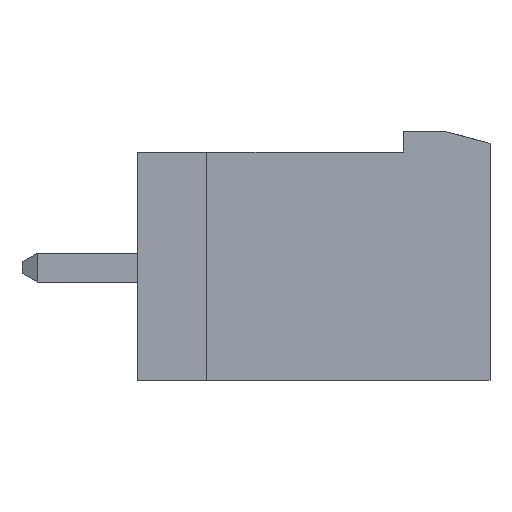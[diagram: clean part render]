
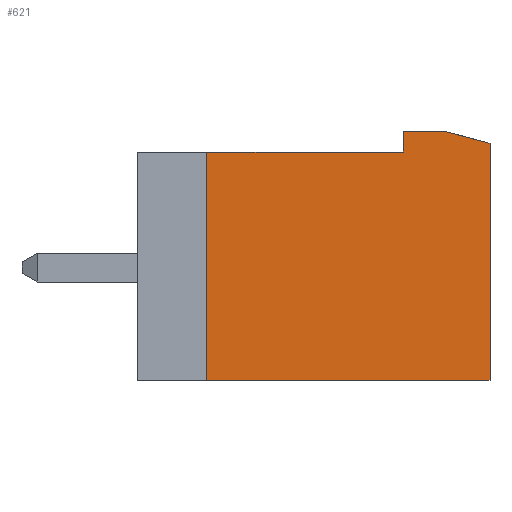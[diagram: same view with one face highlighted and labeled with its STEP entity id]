
A CAD part, front view. The second image highlights one B-rep face of the part: STEP entity #621.
In plain terms, the highlighted planar face has unit normal (0, -1, 0).
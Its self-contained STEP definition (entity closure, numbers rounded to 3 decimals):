
#621 = ADVANCED_FACE( '', ( #1782 ), #1783, .F. );
#1782 = FACE_OUTER_BOUND( '', #3546, .T. );
#1783 = PLANE( '', #3547 );
#3546 = EDGE_LOOP( '', ( #5394, #5395, #5396, #5397, #5398, #5399, #5400 ) );
#3547 = AXIS2_PLACEMENT_3D( '', #5401, #5402, #5403 );
#5394 = ORIENTED_EDGE( '', *, *, #10368, .T. );
#5395 = ORIENTED_EDGE( '', *, *, #10369, .T. );
#5396 = ORIENTED_EDGE( '', *, *, #10370, .T. );
#5397 = ORIENTED_EDGE( '', *, *, #10371, .T. );
#5398 = ORIENTED_EDGE( '', *, *, #10372, .T. );
#5399 = ORIENTED_EDGE( '', *, *, #10373, .T. );
#5400 = ORIENTED_EDGE( '', *, *, #10374, .T. );
#5401 = CARTESIAN_POINT( '', ( 0., -82.28, 270.7 ) );
#5402 = DIRECTION( '', ( 0., 1., 0. ) );
#5403 = DIRECTION( '', ( -1., 0., 0. ) );
#10368 = EDGE_CURVE( '', #12390, #12391, #12392, .T. );
#10369 = EDGE_CURVE( '', #12391, #12393, #12394, .T. );
#10370 = EDGE_CURVE( '', #12393, #12395, #12396, .T. );
#10371 = EDGE_CURVE( '', #12395, #12397, #12398, .T. );
#10372 = EDGE_CURVE( '', #12397, #12399, #12400, .T. );
#10373 = EDGE_CURVE( '', #12399, #12401, #12402, .T. );
#10374 = EDGE_CURVE( '', #12401, #12390, #12403, .T. );
#12390 = VERTEX_POINT( '', #15305 );
#12391 = VERTEX_POINT( '', #15306 );
#12392 = LINE( '', #15307, #15308 );
#12393 = VERTEX_POINT( '', #15309 );
#12394 = LINE( '', #15310, #15311 );
#12395 = VERTEX_POINT( '', #15312 );
#12396 = LINE( '', #15313, #15314 );
#12397 = VERTEX_POINT( '', #15315 );
#12398 = LINE( '', #15316, #15317 );
#12399 = VERTEX_POINT( '', #15318 );
#12400 = LINE( '', #15319, #15320 );
#12401 = VERTEX_POINT( '', #15321 );
#12402 = LINE( '', #15322, #15323 );
#12403 = LINE( '', #15324, #15325 );
#15305 = CARTESIAN_POINT( '', ( 0., -82.28, 270.7 ) );
#15306 = CARTESIAN_POINT( '', ( 0., -82.28, 270. ) );
#15307 = CARTESIAN_POINT( '', ( 0., -82.28, 270.2 ) );
#15308 = VECTOR( '', #19344, 1000. );
#15309 = CARTESIAN_POINT( '', ( -6.8, -82.28, 270. ) );
#15310 = CARTESIAN_POINT( '', ( -6.8, -82.28, 270. ) );
#15311 = VECTOR( '', #19345, 1000. );
#15312 = CARTESIAN_POINT( '', ( -6.8, -82.28, 262.1 ) );
#15313 = CARTESIAN_POINT( '', ( -6.8, -82.28, 262.1 ) );
#15314 = VECTOR( '', #19346, 1000. );
#15315 = CARTESIAN_POINT( '', ( 3., -82.28, 262.1 ) );
#15316 = CARTESIAN_POINT( '', ( 3., -82.28, 262.1 ) );
#15317 = VECTOR( '', #19347, 1000. );
#15318 = CARTESIAN_POINT( '', ( 3., -82.28, 270.3 ) );
#15319 = CARTESIAN_POINT( '', ( 3., -82.28, 270.3 ) );
#15320 = VECTOR( '', #19348, 1000. );
#15321 = CARTESIAN_POINT( '', ( 1.507, -82.28, 270.7 ) );
#15322 = CARTESIAN_POINT( '', ( 1.507, -82.28, 270.7 ) );
#15323 = VECTOR( '', #19349, 1000. );
#15324 = CARTESIAN_POINT( '', ( 0., -82.28, 270.7 ) );
#15325 = VECTOR( '', #19350, 1000. );
#19344 = DIRECTION( '', ( 0., 0., -1. ) );
#19345 = DIRECTION( '', ( -1., 0., 0. ) );
#19346 = DIRECTION( '', ( 0., 0., -1. ) );
#19347 = DIRECTION( '', ( 1., 0., 0. ) );
#19348 = DIRECTION( '', ( 0., 0., 1. ) );
#19349 = DIRECTION( '', ( -0.966, 0., 0.259 ) );
#19350 = DIRECTION( '', ( -1., 0., 0. ) );
